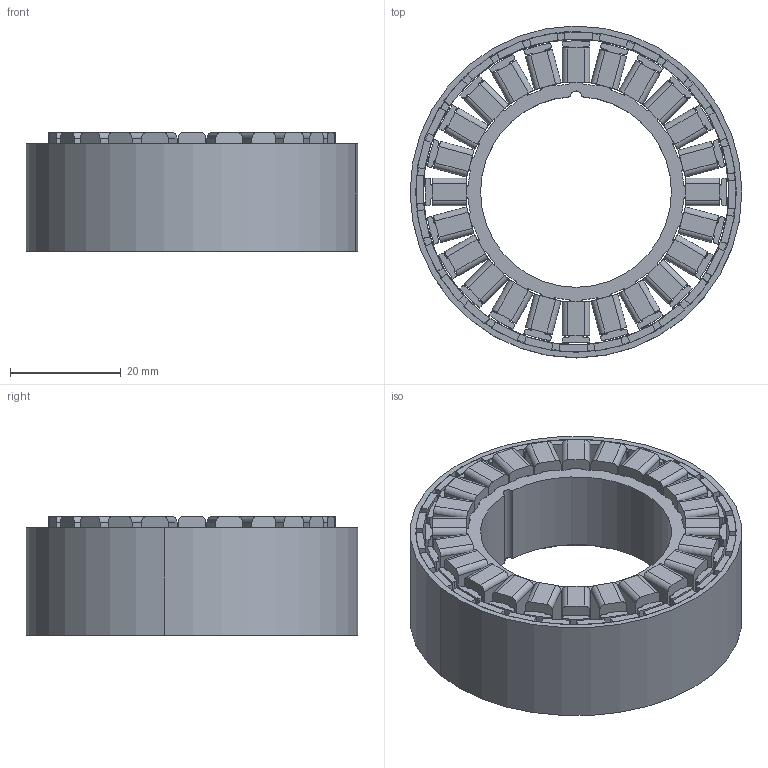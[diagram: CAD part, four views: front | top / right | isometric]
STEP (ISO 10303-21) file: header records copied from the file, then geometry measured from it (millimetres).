
FILE_DESCRIPTION (( 'STEP AP214' ), '1' );
FILE_NAME ('WK5515耀倰_20240905.STEP', '2024-09-05T09:53:41', ( '' ), ( '' ), 'SwSTEP 2.0', 'SolidWorks 2016', '' );
FILE_SCHEMA (( 'AUTOMOTIVE_DESIGN' ));
Length unit declared in the file: millimetre
Products named in the file (5): 5515棠詩; WK5515耀倰_20240905; WK5515-0; WK55棠詩路結; 5515铁芯绕线
Assembly tree (31 placements, depth 2):
  WK5515耀倰_20240905
    5515铁芯绕线
    WK5515-0
    WK55棠詩路結
    5515棠詩  x28
Bounding box: 60 x 60 x 21.5 mm (x, y, z)
Volume: 27590 mm3; surface area: 32139.3 mm2
Topology: 31 solids, 31 shells, 907 faces, 2391 edges, 1594 vertices
Faces by surface type: plane 526, cylinder 381
Entity records: 27241 total; most frequent: DIRECTION 4499, CARTESIAN_POINT 4224, ORIENTED_EDGE 4134, EDGE_CURVE 2067, AXIS2_PLACEMENT_3D 1653, VERTEX_POINT 1378, VECTOR 1193, LINE 1193
